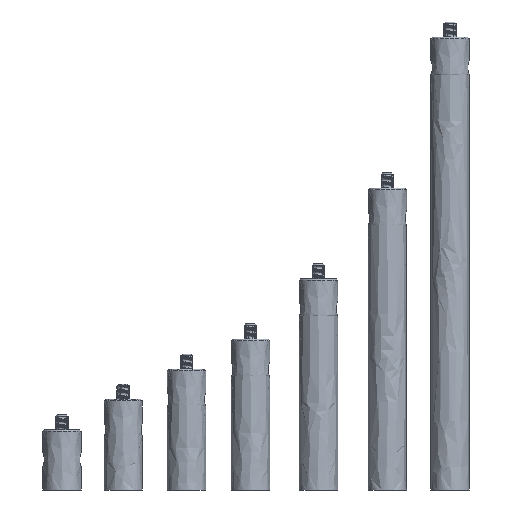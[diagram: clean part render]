
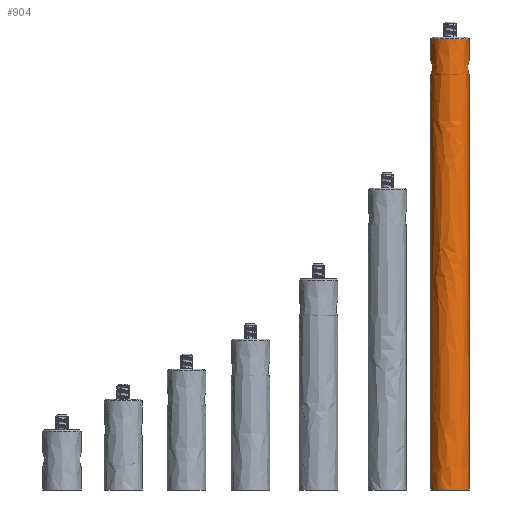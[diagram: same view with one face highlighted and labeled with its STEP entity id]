
A CAD part, front view. The second image highlights one B-rep face of the part: STEP entity #904.
In plain terms, the highlighted free-form (B-spline) face has degree [2, 1] with [5, 2] control points.
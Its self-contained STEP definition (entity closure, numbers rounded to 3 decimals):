
#904=ADVANCED_FACE('',(#1576),#11176,.T.);
#1576=FACE_OUTER_BOUND('',#2275,.T.);
#2275=EDGE_LOOP('',(#5480,#5481,#5482,#5483,#5484,#5485,#5486,#5487,#5488,
#5489));
#5480=ORIENTED_EDGE('',*,*,#7419,.T.);
#5481=ORIENTED_EDGE('',*,*,#7423,.T.);
#5482=ORIENTED_EDGE('',*,*,#7427,.T.);
#5483=ORIENTED_EDGE('',*,*,#7459,.T.);
#5484=ORIENTED_EDGE('',*,*,#7422,.T.);
#5485=ORIENTED_EDGE('',*,*,#7420,.T.);
#5486=ORIENTED_EDGE('',*,*,#7455,.F.);
#5487=ORIENTED_EDGE('',*,*,#7413,.F.);
#5488=ORIENTED_EDGE('',*,*,#7456,.F.);
#5489=ORIENTED_EDGE('',*,*,#7454,.F.);
#7413=EDGE_CURVE('',#10408,#10434,#9207,.T.);
#7419=EDGE_CURVE('',#10414,#10413,#7835,.T.);
#7420=EDGE_CURVE('',#10415,#10416,#7836,.T.);
#7422=EDGE_CURVE('',#10417,#10415,#9212,.T.);
#7423=EDGE_CURVE('',#10413,#10419,#9213,.T.);
#7427=EDGE_CURVE('',#10419,#10435,#9217,.T.);
#7454=EDGE_CURVE('',#10414,#10433,#9232,.T.);
#7455=EDGE_CURVE('',#10434,#10416,#9233,.T.);
#7456=EDGE_CURVE('',#10433,#10408,#9234,.T.);
#7459=EDGE_CURVE('',#10435,#10417,#9237,.T.);
#7835=(
BOUNDED_CURVE()
B_SPLINE_CURVE(2,(#47336,#47337,#47338,#47339,#47340),.UNSPECIFIED.,.F.,
 .F.)
B_SPLINE_CURVE_WITH_KNOTS((3,2,3),(-19.949,-9.975,
0.),.UNSPECIFIED.)
CURVE()
GEOMETRIC_REPRESENTATION_ITEM()
RATIONAL_B_SPLINE_CURVE((1.,0.707,1.,0.707,1.))
REPRESENTATION_ITEM('')
);
#7836=(
BOUNDED_CURVE()
B_SPLINE_CURVE(2,(#47341,#47342,#47343,#47344,#47345),.UNSPECIFIED.,.F.,
 .F.)
B_SPLINE_CURVE_WITH_KNOTS((3,2,3),(-39.898,-29.924,
-19.949),.UNSPECIFIED.)
CURVE()
GEOMETRIC_REPRESENTATION_ITEM()
RATIONAL_B_SPLINE_CURVE((1.,0.707,1.,0.707,1.))
REPRESENTATION_ITEM('')
);
#9207=B_SPLINE_CURVE_WITH_KNOTS('',3,(#47282,#47283,#47284,#47285,#47286,
#47287,#47288,#47289,#47290,#47291,#47292),.UNSPECIFIED.,.F.,.F.,(4,2,2,
1,1,1,4),(-0.53,-0.464,-0.398,-0.331,
-0.298,-0.265,-0.265),.UNSPECIFIED.);
#9212=B_SPLINE_CURVE_WITH_KNOTS('',1,(#47351,#47352),.UNSPECIFIED.,.F.,
 .F.,(2,2),(157.52,164.57),.UNSPECIFIED.);
#9213=B_SPLINE_CURVE_WITH_KNOTS('',1,(#47353,#47354),.UNSPECIFIED.,.F.,
 .F.,(2,2),(15.07,152.62),.UNSPECIFIED.);
#9217=B_SPLINE_CURVE_WITH_KNOTS('',3,(#47395,#47396,#47397,#47398,#47399,
#47400,#47401,#47402,#47403,#47404,#47405,#47406),.UNSPECIFIED.,.F.,.F.,
(4,2,2,2,2,4),(0.265,0.332,0.398,0.464,
0.53,0.53),.UNSPECIFIED.);
#9232=B_SPLINE_CURVE_WITH_KNOTS('',1,(#47507,#47508),.UNSPECIFIED.,.F.,
 .F.,(2,2),(15.07,152.62),.UNSPECIFIED.);
#9233=B_SPLINE_CURVE_WITH_KNOTS('',1,(#47509,#47510),.UNSPECIFIED.,.F.,
 .F.,(2,2),(157.52,164.57),.UNSPECIFIED.);
#9234=B_SPLINE_CURVE_WITH_KNOTS('',3,(#47511,#47512,#47513,#47514,#47515,
#47516,#47517,#47518,#47519,#47520),.UNSPECIFIED.,.F.,.F.,(4,2,2,2,4),(-0.796,
-0.729,-0.663,-0.597,-0.53),
 .UNSPECIFIED.);
#9237=B_SPLINE_CURVE_WITH_KNOTS('',3,(#47534,#47535,#47536,#47537,#47538,
#47539,#47540,#47541,#47542,#47543),.UNSPECIFIED.,.F.,.F.,(4,2,2,2,4),(0.53,
0.597,0.663,0.729,0.795),
 .UNSPECIFIED.);
#10408=VERTEX_POINT('',#47216);
#10413=VERTEX_POINT('',#47221);
#10414=VERTEX_POINT('',#47222);
#10415=VERTEX_POINT('',#47223);
#10416=VERTEX_POINT('',#47224);
#10417=VERTEX_POINT('',#47225);
#10419=VERTEX_POINT('',#47227);
#10433=VERTEX_POINT('',#47241);
#10434=VERTEX_POINT('',#47242);
#10435=VERTEX_POINT('',#47243);
#11176=(
BOUNDED_SURFACE()
B_SPLINE_SURFACE(2,1,((#47140,#47141),(#47142,#47143),(#47144,#47145),(#47146,
#47147),(#47148,#47149)),.UNSPECIFIED.,.F.,.F.,.F.)
B_SPLINE_SURFACE_WITH_KNOTS((3,2,3),(2,2),(3.142,4.712,
6.283),(0.,179.64),.UNSPECIFIED.)
GEOMETRIC_REPRESENTATION_ITEM()
RATIONAL_B_SPLINE_SURFACE(((1.,1.),(0.707,0.707),
(1.,1.),(0.707,0.707),(1.,1.)))
REPRESENTATION_ITEM('')
SURFACE()
);
#47140=CARTESIAN_POINT('',(-6.35,0.,-15.07));
#47141=CARTESIAN_POINT('',(-6.35,0.,164.57));
#47142=CARTESIAN_POINT('',(-6.35,-6.35,-15.07));
#47143=CARTESIAN_POINT('',(-6.35,-6.35,164.57));
#47144=CARTESIAN_POINT('',(0.,-6.35,-15.07));
#47145=CARTESIAN_POINT('',(0.,-6.35,164.57));
#47146=CARTESIAN_POINT('',(6.35,-6.35,-15.07));
#47147=CARTESIAN_POINT('',(6.35,-6.35,164.57));
#47148=CARTESIAN_POINT('',(6.35,0.,-15.07));
#47149=CARTESIAN_POINT('',(6.35,0.,164.57));
#47216=CARTESIAN_POINT('',(-5.875,-2.411,140.));
#47221=CARTESIAN_POINT('',(6.35,0.,0.));
#47222=CARTESIAN_POINT('',(-6.35,0.,0.));
#47223=CARTESIAN_POINT('',(6.35,0.,149.5));
#47224=CARTESIAN_POINT('',(-6.35,0.,149.5));
#47225=CARTESIAN_POINT('',(6.35,0.,142.45));
#47227=CARTESIAN_POINT('',(6.35,0.,137.55));
#47241=CARTESIAN_POINT('',(-6.349,0.,137.55));
#47242=CARTESIAN_POINT('',(-6.351,0.,142.45));
#47243=CARTESIAN_POINT('',(5.874,-2.41,139.999));
#47282=CARTESIAN_POINT('',(-5.875,-2.411,140.));
#47283=CARTESIAN_POINT('',(-5.874,-2.411,140.313));
#47284=CARTESIAN_POINT('',(-5.9,-2.351,140.645));
#47285=CARTESIAN_POINT('',(-5.992,-2.108,141.25));
#47286=CARTESIAN_POINT('',(-6.055,-1.926,141.523));
#47287=CARTESIAN_POINT('',(-6.174,-1.503,141.952));
#47288=CARTESIAN_POINT('',(-6.268,-1.104,142.232));
#47289=CARTESIAN_POINT('',(-6.339,-0.473,142.42));
#47290=CARTESIAN_POINT('',(-6.351,-0.16,142.451));
#47291=CARTESIAN_POINT('',(-6.351,-0.001,142.45));
#47292=CARTESIAN_POINT('',(-6.351,0.,142.45));
#47336=CARTESIAN_POINT('',(-6.35,0.,0.));
#47337=CARTESIAN_POINT('',(-6.35,-6.35,0.));
#47338=CARTESIAN_POINT('',(0.,-6.35,0.));
#47339=CARTESIAN_POINT('',(6.35,-6.35,0.));
#47340=CARTESIAN_POINT('',(6.35,0.,0.));
#47341=CARTESIAN_POINT('',(6.35,0.,149.5));
#47342=CARTESIAN_POINT('',(6.35,-6.35,149.5));
#47343=CARTESIAN_POINT('',(0.,-6.35,149.5));
#47344=CARTESIAN_POINT('',(-6.35,-6.35,149.5));
#47345=CARTESIAN_POINT('',(-6.35,0.,149.5));
#47351=CARTESIAN_POINT('',(6.35,0.,142.45));
#47352=CARTESIAN_POINT('',(6.35,0.,149.5));
#47353=CARTESIAN_POINT('',(6.35,0.,0.));
#47354=CARTESIAN_POINT('',(6.35,0.,137.55));
#47395=CARTESIAN_POINT('',(6.35,0.,137.55));
#47396=CARTESIAN_POINT('',(6.35,-0.316,137.55));
#47397=CARTESIAN_POINT('',(6.325,-0.636,137.612));
#47398=CARTESIAN_POINT('',(6.235,-1.237,137.865));
#47399=CARTESIAN_POINT('',(6.175,-1.498,138.042));
#47400=CARTESIAN_POINT('',(6.053,-1.932,138.484));
#47401=CARTESIAN_POINT('',(5.992,-2.104,138.749));
#47402=CARTESIAN_POINT('',(5.9,-2.351,139.355));
#47403=CARTESIAN_POINT('',(5.874,-2.41,139.686));
#47404=CARTESIAN_POINT('',(5.874,-2.41,139.999));
#47405=CARTESIAN_POINT('',(5.874,-2.41,139.999));
#47406=CARTESIAN_POINT('',(5.874,-2.41,139.999));
#47507=CARTESIAN_POINT('',(-6.35,0.,0.));
#47508=CARTESIAN_POINT('',(-6.35,0.,137.55));
#47509=CARTESIAN_POINT('',(-6.35,0.,142.45));
#47510=CARTESIAN_POINT('',(-6.35,0.,149.5));
#47511=CARTESIAN_POINT('',(-6.349,0.,137.55));
#47512=CARTESIAN_POINT('',(-6.349,-0.317,137.55));
#47513=CARTESIAN_POINT('',(-6.326,-0.634,137.612));
#47514=CARTESIAN_POINT('',(-6.236,-1.234,137.861));
#47515=CARTESIAN_POINT('',(-6.174,-1.502,138.048));
#47516=CARTESIAN_POINT('',(-6.055,-1.924,138.478));
#47517=CARTESIAN_POINT('',(-5.992,-2.107,138.751));
#47518=CARTESIAN_POINT('',(-5.9,-2.351,139.355));
#47519=CARTESIAN_POINT('',(-5.875,-2.411,139.687));
#47520=CARTESIAN_POINT('',(-5.875,-2.411,140.));
#47534=CARTESIAN_POINT('',(5.874,-2.41,139.999));
#47535=CARTESIAN_POINT('',(5.874,-2.41,140.312));
#47536=CARTESIAN_POINT('',(5.9,-2.35,140.644));
#47537=CARTESIAN_POINT('',(5.991,-2.108,141.248));
#47538=CARTESIAN_POINT('',(6.054,-1.926,141.521));
#47539=CARTESIAN_POINT('',(6.172,-1.505,141.95));
#47540=CARTESIAN_POINT('',(6.235,-1.234,142.136));
#47541=CARTESIAN_POINT('',(6.324,-0.639,142.386));
#47542=CARTESIAN_POINT('',(6.35,-0.316,142.449));
#47543=CARTESIAN_POINT('',(6.35,0.,142.45));
